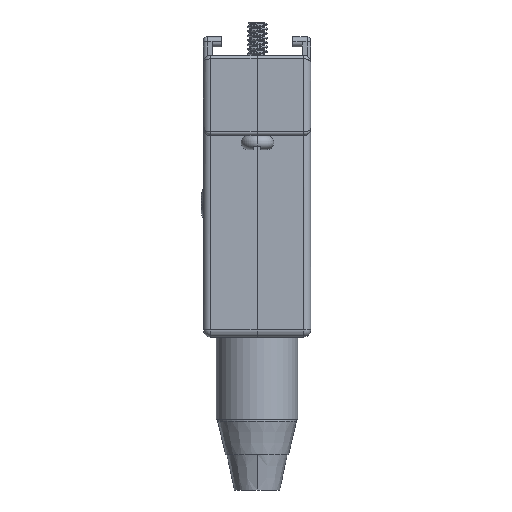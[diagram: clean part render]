
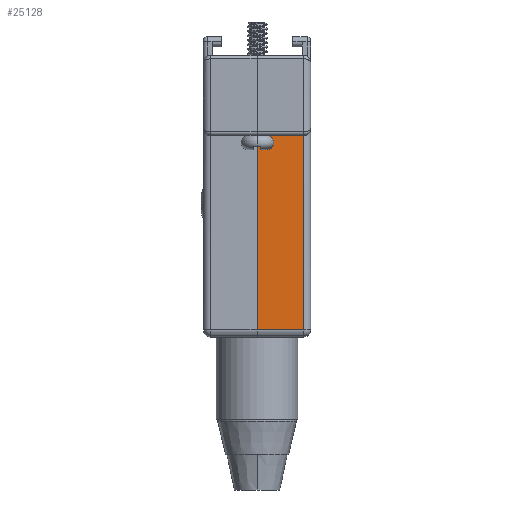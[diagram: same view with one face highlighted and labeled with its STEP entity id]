
A CAD part, left-side view. The second image highlights one B-rep face of the part: STEP entity #25128.
In plain terms, the highlighted planar face has unit normal (-1, 0, 0).
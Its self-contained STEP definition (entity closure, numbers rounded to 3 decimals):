
#2604 = EDGE_CURVE ( 'NONE', #21941, #17231, #5385, .T. ) ;
#3147 = CARTESIAN_POINT ( 'NONE',  ( -14.4, -6.55, -13.9 ) ) ;
#4512 = EDGE_CURVE ( 'NONE', #26403, #17231, #18560, .T. ) ;
#5385 = LINE ( 'NONE', #26659, #9957 ) ;
#5590 = CARTESIAN_POINT ( 'NONE',  ( -14.4, -7.55, -42.3 ) ) ;
#5658 = CARTESIAN_POINT ( 'NONE',  ( -14.4, 0., -41.3 ) ) ;
#5985 = DIRECTION ( 'NONE',  ( 0., 0., 1. ) ) ;
#6270 = LINE ( 'NONE', #14815, #11474 ) ;
#7004 = CARTESIAN_POINT ( 'NONE',  ( -14.4, -7.55, -41.3 ) ) ;
#8531 = ORIENTED_EDGE ( 'NONE', *, *, #2604, .T. ) ;
#9165 = ORIENTED_EDGE ( 'NONE', *, *, #4512, .F. ) ;
#9688 = AXIS2_PLACEMENT_3D ( 'NONE', #5590, #13739, #11652 ) ;
#9957 = VECTOR ( 'NONE', #11578, 1000. ) ;
#10008 = CARTESIAN_POINT ( 'NONE',  ( -14.4, 0., -13.9 ) ) ;
#11474 = VECTOR ( 'NONE', #12721, 1000. ) ;
#11578 = DIRECTION ( 'NONE',  ( 0., 1., 0. ) ) ;
#11652 = DIRECTION ( 'NONE',  ( 0., 0., 1. ) ) ;
#12721 = DIRECTION ( 'NONE',  ( 0., 0., 1. ) ) ;
#13350 = LINE ( 'NONE', #7004, #24833 ) ;
#13739 = DIRECTION ( 'NONE',  ( -1., 0., 0. ) ) ;
#14815 = CARTESIAN_POINT ( 'NONE',  ( -14.4, -6.55, -42.3 ) ) ;
#16479 = CARTESIAN_POINT ( 'NONE',  ( -14.4, 0., -42.3 ) ) ;
#16601 = EDGE_CURVE ( 'NONE', #24189, #21941, #6270, .T. ) ;
#16768 = CARTESIAN_POINT ( 'NONE',  ( -14.4, -6.55, -41.3 ) ) ;
#17231 = VERTEX_POINT ( 'NONE', #10008 ) ;
#18291 = VECTOR ( 'NONE', #5985, 1000. ) ;
#18560 = LINE ( 'NONE', #16479, #18291 ) ;
#20373 = PLANE ( 'NONE',  #9688 ) ;
#21203 = EDGE_CURVE ( 'NONE', #26403, #24189, #13350, .T. ) ;
#21348 = EDGE_LOOP ( 'NONE', ( #25273, #22380, #8531, #9165 ) ) ;
#21941 = VERTEX_POINT ( 'NONE', #3147 ) ;
#22380 = ORIENTED_EDGE ( 'NONE', *, *, #16601, .T. ) ;
#24189 = VERTEX_POINT ( 'NONE', #16768 ) ;
#24529 = FACE_OUTER_BOUND ( 'NONE', #21348, .T. ) ;
#24833 = VECTOR ( 'NONE', #25925, 1000. ) ;
#25128 = ADVANCED_FACE ( 'NONE', ( #24529 ), #20373, .T. ) ;
#25273 = ORIENTED_EDGE ( 'NONE', *, *, #21203, .T. ) ;
#25925 = DIRECTION ( 'NONE',  ( 0., -1., 0. ) ) ;
#26403 = VERTEX_POINT ( 'NONE', #5658 ) ;
#26659 = CARTESIAN_POINT ( 'NONE',  ( -14.4, -7.55, -13.9 ) ) ;
